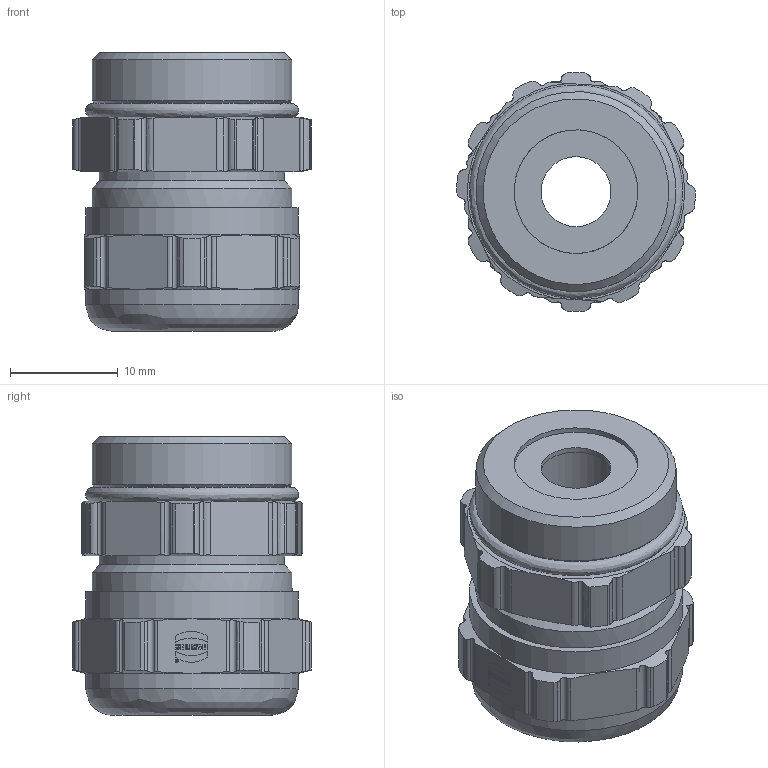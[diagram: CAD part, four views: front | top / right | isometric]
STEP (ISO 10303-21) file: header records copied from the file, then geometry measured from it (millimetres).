
FILE_DESCRIPTION(/* description */ (''),/* implementation_level */ '2;1');
FILE_NAME(/* name */ '100840704ugm000_a.stp',/* time_stamp */ '2019-06-18T11:39:32+02:00',/* author */ (''),/* organization */ (''),/* preprocessor_version */ 'ST-DEVELOPER v16.7',/* originating_system */ 'SIEMENS PLM Software NX 12.0',/* authorisation */ '');
FILE_SCHEMA (('AUTOMOTIVE_DESIGN { 1 0 10303 214 3 1 1 1 }'));
Length unit declared in the file: millimetre
Products named in the file (1): 100840704ugm000_a
Bounding box: 22.2 x 22.19 x 25.93 mm (x, y, z)
Volume: 6305.6 mm3; surface area: 3233.2 mm2
Topology: 1 solids, 1 shells, 219 faces, 893 edges, 825 vertices
Faces by surface type: cylinder 96, plane 75, bspline 31, cone 17
Full cylindrical faces by diameter (mm): 6.5 x1, 8 x1, 11.5 x2, 16 x1, 17.26 x1, 18.6 x2, 19.8 x2
Entity records: 13116 total; most frequent: CARTESIAN_POINT 5096, ORIENTED_EDGE 1550, EDGE_CURVE 775, DIRECTION 758, VERTEX_POINT 643, B_SPLINE_CURVE_WITH_KNOTS 473, PRESENTATION_STYLE_ASSIGNMENT 307, EDGE_LOOP 306
